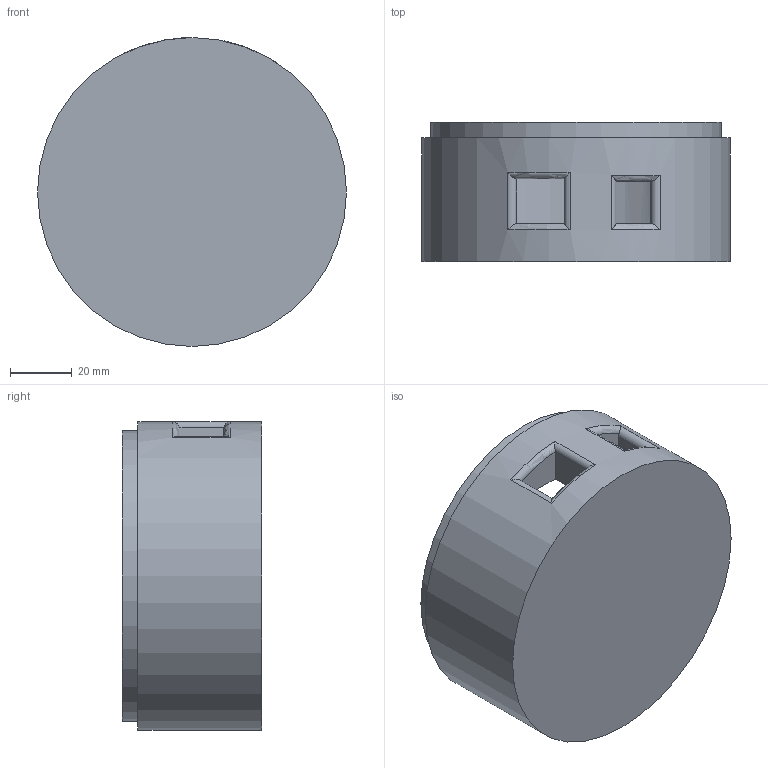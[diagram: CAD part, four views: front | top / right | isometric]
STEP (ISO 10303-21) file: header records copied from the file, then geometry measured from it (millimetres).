
FILE_DESCRIPTION(/* description */ (''),/* implementation_level */ '2;1');
FILE_NAME(/* name */ 'arduinoHolder.stp',/* time_stamp */ '2019-12-17T20:09:19-05:00',/* author */ ('Bob Peret'),/* organization */ (''),/* preprocessor_version */ 'ST-DEVELOPER v16.13',/* originating_system */ 'Autodesk Inventor 2018',/* authorisation */ '');
FILE_SCHEMA (('AUTOMOTIVE_DESIGN { 1 0 10303 214 3 1 1 }'));
Length unit declared in the file: millimetre
Products named in the file (1): arduinoHolder
Bounding box: 100 x 45 x 100 mm (x, y, z)
Volume: 78096.7 mm3; surface area: 44846.2 mm2
Topology: 1 solids, 1 shells, 51 faces, 112 edges, 74 vertices
Faces by surface type: plane 30, cylinder 12, cone 5, torus 4
Full cylindrical faces by diameter (mm): 2 x4, 88 x1, 94 x2, 100 x1
Entity records: 1481 total; most frequent: CARTESIAN_POINT 342, DIRECTION 236, ORIENTED_EDGE 194, EDGE_CURVE 97, AXIS2_PLACEMENT_3D 96, EDGE_LOOP 79, VERTEX_POINT 72, FACE_OUTER_BOUND 51
